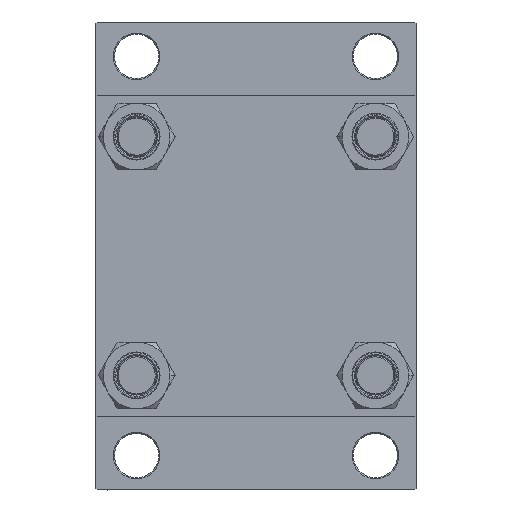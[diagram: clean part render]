
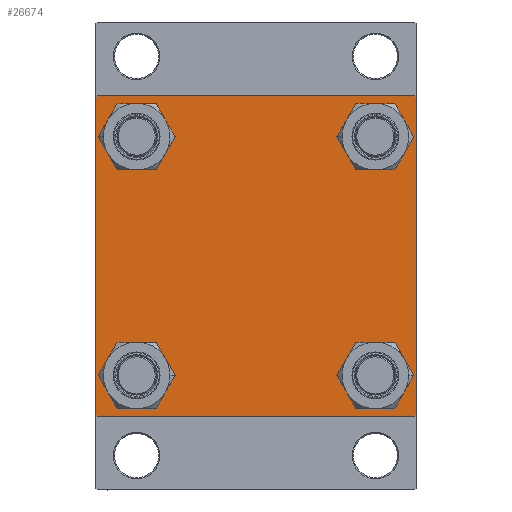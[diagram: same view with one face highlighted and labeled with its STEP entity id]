
A CAD part, left-side view. The second image highlights one B-rep face of the part: STEP entity #26674.
In plain terms, the highlighted planar face has unit normal (-1, 0, 0).
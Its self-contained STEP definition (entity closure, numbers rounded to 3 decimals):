
#187 = DIRECTION ( 'NONE',  ( -1., 0., 0. ) ) ;
#572 = EDGE_LOOP ( 'NONE', ( #40951, #33725 ) ) ;
#743 = VECTOR ( 'NONE', #15738, 1000. ) ;
#959 = CIRCLE ( 'NONE', #27912, 8.5 ) ;
#1011 = CARTESIAN_POINT ( 'NONE',  ( 0., 64.5, 65. ) ) ;
#1136 = LINE ( 'NONE', #41437, #22364 ) ;
#2490 = DIRECTION ( 'NONE',  ( 0., 0., -1. ) ) ;
#3339 = VERTEX_POINT ( 'NONE', #44821 ) ;
#4626 = CARTESIAN_POINT ( 'NONE',  ( 0., -48.45, -48.45 ) ) ;
#5355 = VERTEX_POINT ( 'NONE', #6166 ) ;
#5546 = EDGE_LOOP ( 'NONE', ( #9034, #11158 ) ) ;
#5793 = VERTEX_POINT ( 'NONE', #20762 ) ;
#5927 = EDGE_CURVE ( 'NONE', #47418, #40568, #1136, .T. ) ;
#6094 = ORIENTED_EDGE ( 'NONE', *, *, #18393, .T. ) ;
#6166 = CARTESIAN_POINT ( 'NONE',  ( 0., -48.45, 39.95 ) ) ;
#6502 = VERTEX_POINT ( 'NONE', #43258 ) ;
#7036 = VECTOR ( 'NONE', #37855, 1000. ) ;
#7436 = EDGE_CURVE ( 'NONE', #9828, #15637, #22739, .T. ) ;
#7567 = ORIENTED_EDGE ( 'NONE', *, *, #7436, .T. ) ;
#7756 = CARTESIAN_POINT ( 'NONE',  ( 0., -48.45, 48.45 ) ) ;
#8100 = VERTEX_POINT ( 'NONE', #44822 ) ;
#8125 = CARTESIAN_POINT ( 'NONE',  ( 0., 0., 0. ) ) ;
#8370 = LINE ( 'NONE', #41451, #20428 ) ;
#8410 = LINE ( 'NONE', #23124, #7036 ) ;
#8993 = VERTEX_POINT ( 'NONE', #31756 ) ;
#9034 = ORIENTED_EDGE ( 'NONE', *, *, #17521, .T. ) ;
#9068 = ORIENTED_EDGE ( 'NONE', *, *, #12514, .T. ) ;
#9336 = CARTESIAN_POINT ( 'NONE',  ( 0., 64.5, -65. ) ) ;
#9353 = AXIS2_PLACEMENT_3D ( 'NONE', #31578, #9856, #13476 ) ;
#9828 = VERTEX_POINT ( 'NONE', #1011 ) ;
#9856 = DIRECTION ( 'NONE',  ( 1., 0., 0. ) ) ;
#11120 = CARTESIAN_POINT ( 'NONE',  ( 0., 48.45, 39.95 ) ) ;
#11158 = ORIENTED_EDGE ( 'NONE', *, *, #40313, .T. ) ;
#11171 = EDGE_LOOP ( 'NONE', ( #32130, #35509 ) ) ;
#11957 = EDGE_CURVE ( 'NONE', #40568, #29128, #8410, .T. ) ;
#11979 = DIRECTION ( 'NONE',  ( 0., 0., 1. ) ) ;
#12514 = EDGE_CURVE ( 'NONE', #3339, #5793, #27077, .T. ) ;
#12648 = VECTOR ( 'NONE', #13976, 1000. ) ;
#12793 = LINE ( 'NONE', #35473, #40319 ) ;
#13255 = CARTESIAN_POINT ( 'NONE',  ( 0., 65., -64.5 ) ) ;
#13476 = DIRECTION ( 'NONE',  ( 0., 0., 1. ) ) ;
#13976 = DIRECTION ( 'NONE',  ( 0., -0.707, 0.707 ) ) ;
#14511 = VECTOR ( 'NONE', #2490, 1000. ) ;
#14670 = EDGE_LOOP ( 'NONE', ( #37717, #38993, #18655, #6094, #19280, #47196, #41183, #7567 ) ) ;
#15008 = VERTEX_POINT ( 'NONE', #45839 ) ;
#15139 = CARTESIAN_POINT ( 'NONE',  ( 0., 48.45, 48.45 ) ) ;
#15373 = DIRECTION ( 'NONE',  ( 0., 0., 1. ) ) ;
#15637 = VERTEX_POINT ( 'NONE', #43518 ) ;
#15708 = AXIS2_PLACEMENT_3D ( 'NONE', #7756, #33568, #25859 ) ;
#15738 = DIRECTION ( 'NONE',  ( 0., 0.707, -0.707 ) ) ;
#16115 = EDGE_CURVE ( 'NONE', #8993, #16811, #16438, .T. ) ;
#16438 = CIRCLE ( 'NONE', #38015, 8.5 ) ;
#16666 = DIRECTION ( 'NONE',  ( 0., -1., 0. ) ) ;
#16811 = VERTEX_POINT ( 'NONE', #11120 ) ;
#17242 = CIRCLE ( 'NONE', #15708, 8.5 ) ;
#17473 = EDGE_CURVE ( 'NONE', #34027, #36129, #31110, .T. ) ;
#17521 = EDGE_CURVE ( 'NONE', #8100, #5355, #17242, .T. ) ;
#17889 = DIRECTION ( 'NONE',  ( 0., 0., 1. ) ) ;
#18393 = EDGE_CURVE ( 'NONE', #29128, #44176, #36653, .T. ) ;
#18518 = FACE_OUTER_BOUND ( 'NONE', #14670, .T. ) ;
#18526 = DIRECTION ( 'NONE',  ( 0., 0.707, 0.707 ) ) ;
#18555 = EDGE_CURVE ( 'NONE', #36129, #34027, #45081, .T. ) ;
#18655 = ORIENTED_EDGE ( 'NONE', *, *, #11957, .T. ) ;
#18987 = FACE_BOUND ( 'NONE', #5546, .T. ) ;
#19274 = EDGE_CURVE ( 'NONE', #9828, #6502, #12793, .T. ) ;
#19280 = ORIENTED_EDGE ( 'NONE', *, *, #20207, .F. ) ;
#19341 = DIRECTION ( 'NONE',  ( 1., 0., 0. ) ) ;
#19955 = DIRECTION ( 'NONE',  ( 1., 0., 0. ) ) ;
#20207 = EDGE_CURVE ( 'NONE', #15008, #44176, #23721, .T. ) ;
#20358 = DIRECTION ( 'NONE',  ( 0., 0., -1. ) ) ;
#20428 = VECTOR ( 'NONE', #18526, 1000. ) ;
#20762 = CARTESIAN_POINT ( 'NONE',  ( 0., 48.45, -39.95 ) ) ;
#20872 = CARTESIAN_POINT ( 'NONE',  ( 0., 48.45, 48.45 ) ) ;
#21757 = LINE ( 'NONE', #46919, #14511 ) ;
#22364 = VECTOR ( 'NONE', #43475, 1000. ) ;
#22739 = LINE ( 'NONE', #25881, #743 ) ;
#23124 = CARTESIAN_POINT ( 'NONE',  ( 0., 65., -65. ) ) ;
#23721 = LINE ( 'NONE', #38222, #26448 ) ;
#24229 = AXIS2_PLACEMENT_3D ( 'NONE', #41242, #29637, #26012 ) ;
#24604 = EDGE_CURVE ( 'NONE', #15008, #6502, #8370, .T. ) ;
#25697 = AXIS2_PLACEMENT_3D ( 'NONE', #4626, #19341, #37443 ) ;
#25859 = DIRECTION ( 'NONE',  ( 0., 0., 1. ) ) ;
#25881 = CARTESIAN_POINT ( 'NONE',  ( 0., 64.75, 64.75 ) ) ;
#26012 = DIRECTION ( 'NONE',  ( 0., 0., 1. ) ) ;
#26448 = VECTOR ( 'NONE', #20358, 1000. ) ;
#26674 = ADVANCED_FACE ( 'NONE', ( #18987, #37087, #33220, #41209, #18518 ), #44376, .T. ) ;
#27077 = CIRCLE ( 'NONE', #9353, 8.5 ) ;
#27745 = AXIS2_PLACEMENT_3D ( 'NONE', #43502, #35508, #17889 ) ;
#27889 = CARTESIAN_POINT ( 'NONE',  ( 0., -48.45, -56.95 ) ) ;
#27912 = AXIS2_PLACEMENT_3D ( 'NONE', #15139, #47787, #15373 ) ;
#28105 = DIRECTION ( 'NONE',  ( 1., 0., 0. ) ) ;
#28995 = CARTESIAN_POINT ( 'NONE',  ( 0., -64.5, -65. ) ) ;
#29128 = VERTEX_POINT ( 'NONE', #28995 ) ;
#29637 = DIRECTION ( 'NONE',  ( 1., 0., 0. ) ) ;
#29679 = ORIENTED_EDGE ( 'NONE', *, *, #40862, .T. ) ;
#31110 = CIRCLE ( 'NONE', #25697, 8.5 ) ;
#31578 = CARTESIAN_POINT ( 'NONE',  ( 0., 48.45, -48.45 ) ) ;
#31756 = CARTESIAN_POINT ( 'NONE',  ( 0., 48.45, 56.95 ) ) ;
#32130 = ORIENTED_EDGE ( 'NONE', *, *, #16115, .T. ) ;
#32982 = DIRECTION ( 'NONE',  ( 0., 0., 1. ) ) ;
#33220 = FACE_BOUND ( 'NONE', #45550, .T. ) ;
#33301 = EDGE_CURVE ( 'NONE', #15637, #47418, #21757, .T. ) ;
#33568 = DIRECTION ( 'NONE',  ( 1., 0., 0. ) ) ;
#33725 = ORIENTED_EDGE ( 'NONE', *, *, #18555, .T. ) ;
#34027 = VERTEX_POINT ( 'NONE', #37741 ) ;
#34639 = CIRCLE ( 'NONE', #39309, 8.5 ) ;
#34669 = CIRCLE ( 'NONE', #27745, 8.5 ) ;
#35473 = CARTESIAN_POINT ( 'NONE',  ( 0., 65., 65. ) ) ;
#35508 = DIRECTION ( 'NONE',  ( 1., 0., 0. ) ) ;
#35509 = ORIENTED_EDGE ( 'NONE', *, *, #46685, .T. ) ;
#36129 = VERTEX_POINT ( 'NONE', #27889 ) ;
#36653 = LINE ( 'NONE', #43932, #12648 ) ;
#37087 = FACE_BOUND ( 'NONE', #572, .T. ) ;
#37443 = DIRECTION ( 'NONE',  ( 0., 0., 1. ) ) ;
#37717 = ORIENTED_EDGE ( 'NONE', *, *, #33301, .T. ) ;
#37741 = CARTESIAN_POINT ( 'NONE',  ( 0., -48.45, -39.95 ) ) ;
#37820 = CARTESIAN_POINT ( 'NONE',  ( 0., -48.45, 48.45 ) ) ;
#37855 = DIRECTION ( 'NONE',  ( 0., -1., 0. ) ) ;
#38015 = AXIS2_PLACEMENT_3D ( 'NONE', #20872, #28105, #46028 ) ;
#38160 = CARTESIAN_POINT ( 'NONE',  ( 0., -65., -64.5 ) ) ;
#38222 = CARTESIAN_POINT ( 'NONE',  ( 0., -65., 65. ) ) ;
#38993 = ORIENTED_EDGE ( 'NONE', *, *, #5927, .T. ) ;
#39309 = AXIS2_PLACEMENT_3D ( 'NONE', #37820, #19955, #11979 ) ;
#40313 = EDGE_CURVE ( 'NONE', #5355, #8100, #34639, .T. ) ;
#40319 = VECTOR ( 'NONE', #16666, 1000. ) ;
#40568 = VERTEX_POINT ( 'NONE', #9336 ) ;
#40862 = EDGE_CURVE ( 'NONE', #5793, #3339, #34669, .T. ) ;
#40951 = ORIENTED_EDGE ( 'NONE', *, *, #17473, .T. ) ;
#41183 = ORIENTED_EDGE ( 'NONE', *, *, #19274, .F. ) ;
#41209 = FACE_BOUND ( 'NONE', #11171, .T. ) ;
#41242 = CARTESIAN_POINT ( 'NONE',  ( 0., -48.45, -48.45 ) ) ;
#41437 = CARTESIAN_POINT ( 'NONE',  ( 0., 64.75, -64.75 ) ) ;
#41451 = CARTESIAN_POINT ( 'NONE',  ( 0., -64.75, 64.75 ) ) ;
#43258 = CARTESIAN_POINT ( 'NONE',  ( 0., -64.5, 65. ) ) ;
#43475 = DIRECTION ( 'NONE',  ( 0., -0.707, -0.707 ) ) ;
#43502 = CARTESIAN_POINT ( 'NONE',  ( 0., 48.45, -48.45 ) ) ;
#43518 = CARTESIAN_POINT ( 'NONE',  ( 0., 65., 64.5 ) ) ;
#43932 = CARTESIAN_POINT ( 'NONE',  ( 0., -64.75, -64.75 ) ) ;
#44176 = VERTEX_POINT ( 'NONE', #38160 ) ;
#44376 = PLANE ( 'NONE',  #45163 ) ;
#44821 = CARTESIAN_POINT ( 'NONE',  ( 0., 48.45, -56.95 ) ) ;
#44822 = CARTESIAN_POINT ( 'NONE',  ( 0., -48.45, 56.95 ) ) ;
#45081 = CIRCLE ( 'NONE', #24229, 8.5 ) ;
#45163 = AXIS2_PLACEMENT_3D ( 'NONE', #8125, #187, #32982 ) ;
#45550 = EDGE_LOOP ( 'NONE', ( #29679, #9068 ) ) ;
#45839 = CARTESIAN_POINT ( 'NONE',  ( 0., -65., 64.5 ) ) ;
#46028 = DIRECTION ( 'NONE',  ( 0., 0., 1. ) ) ;
#46685 = EDGE_CURVE ( 'NONE', #16811, #8993, #959, .T. ) ;
#46919 = CARTESIAN_POINT ( 'NONE',  ( 0., 65., 65. ) ) ;
#47196 = ORIENTED_EDGE ( 'NONE', *, *, #24604, .T. ) ;
#47418 = VERTEX_POINT ( 'NONE', #13255 ) ;
#47787 = DIRECTION ( 'NONE',  ( 1., 0., 0. ) ) ;
